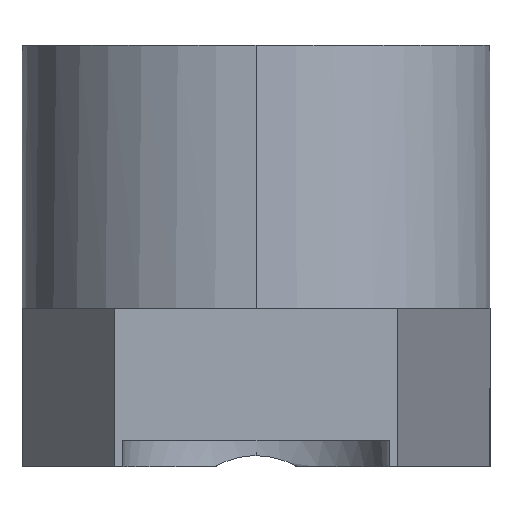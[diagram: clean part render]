
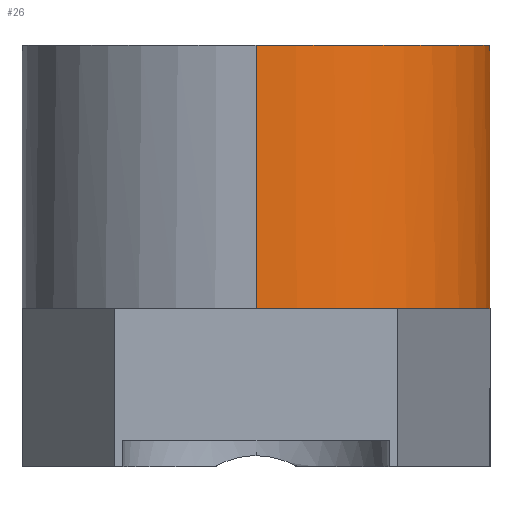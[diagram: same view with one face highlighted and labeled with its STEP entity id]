
A CAD part, left-side view. The second image highlights one B-rep face of the part: STEP entity #26.
In plain terms, the highlighted cylindrical face has radius 17.75 mm (diameter 35.5 mm), a partial arc.
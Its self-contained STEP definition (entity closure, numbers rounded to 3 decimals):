
#5 = AXIS2_PLACEMENT_3D ( 'NONE', #347, #641, #410 ) ;
#26 = ADVANCED_FACE ( 'NONE', ( #154 ), #710, .T. ) ;
#36 = VECTOR ( 'NONE', #675, 1000. ) ;
#47 = CIRCLE ( 'NONE', #965, 17.75 ) ;
#56 = ORIENTED_EDGE ( 'NONE', *, *, #607, .T. ) ;
#58 = VECTOR ( 'NONE', #94, 1000. ) ;
#94 = DIRECTION ( 'NONE',  ( 0., 0., -1. ) ) ;
#117 = LINE ( 'NONE', #647, #426 ) ;
#121 = ORIENTED_EDGE ( 'NONE', *, *, #1002, .T. ) ;
#143 = EDGE_LOOP ( 'NONE', ( #974, #310, #911, #56, #121, #244 ) ) ;
#144 = CARTESIAN_POINT ( 'NONE',  ( 0., 0., 12. ) ) ;
#154 = FACE_OUTER_BOUND ( 'NONE', #143, .T. ) ;
#218 = LINE ( 'NONE', #521, #36 ) ;
#225 = DIRECTION ( 'NONE',  ( -1., 0., 0. ) ) ;
#238 = DIRECTION ( 'NONE',  ( -1., 0., 0. ) ) ;
#244 = ORIENTED_EDGE ( 'NONE', *, *, #892, .T. ) ;
#246 = CARTESIAN_POINT ( 'NONE',  ( 0., -17.75, 12. ) ) ;
#310 = ORIENTED_EDGE ( 'NONE', *, *, #354, .T. ) ;
#330 = VERTEX_POINT ( 'NONE', #472 ) ;
#331 = DIRECTION ( 'NONE',  ( 0., 0., 1. ) ) ;
#337 = CARTESIAN_POINT ( 'NONE',  ( 17.236, -4.239, 32. ) ) ;
#340 = CIRCLE ( 'NONE', #907, 17.75 ) ;
#347 = CARTESIAN_POINT ( 'NONE',  ( 0., 0., 32. ) ) ;
#354 = EDGE_CURVE ( 'NONE', #330, #686, #391, .T. ) ;
#391 = LINE ( 'NONE', #707, #58 ) ;
#410 = DIRECTION ( 'NONE',  ( -1., 0., 0. ) ) ;
#413 = AXIS2_PLACEMENT_3D ( 'NONE', #458, #536, #238 ) ;
#426 = VECTOR ( 'NONE', #331, 1000. ) ;
#437 = CARTESIAN_POINT ( 'NONE',  ( 17.236, -4.239, 0. ) ) ;
#458 = CARTESIAN_POINT ( 'NONE',  ( 0., 0., 32. ) ) ;
#472 = CARTESIAN_POINT ( 'NONE',  ( -17.75, 0., 32. ) ) ;
#516 = DIRECTION ( 'NONE',  ( 1., 0., 0. ) ) ;
#521 = CARTESIAN_POINT ( 'NONE',  ( 0., -17.75, 32. ) ) ;
#536 = DIRECTION ( 'NONE',  ( 0., 0., -1. ) ) ;
#556 = CARTESIAN_POINT ( 'NONE',  ( 0., -17.75, 0. ) ) ;
#575 = EDGE_CURVE ( 'NONE', #738, #686, #340, .T. ) ;
#605 = DIRECTION ( 'NONE',  ( 0., 0., 1. ) ) ;
#607 = EDGE_CURVE ( 'NONE', #738, #660, #218, .T. ) ;
#641 = DIRECTION ( 'NONE',  ( 0., 0., 1. ) ) ;
#647 = CARTESIAN_POINT ( 'NONE',  ( 17.236, -4.239, 32. ) ) ;
#660 = VERTEX_POINT ( 'NONE', #556 ) ;
#675 = DIRECTION ( 'NONE',  ( 0., 0., -1. ) ) ;
#686 = VERTEX_POINT ( 'NONE', #701 ) ;
#701 = CARTESIAN_POINT ( 'NONE',  ( -17.75, 0., 12. ) ) ;
#707 = CARTESIAN_POINT ( 'NONE',  ( -17.75, 0., 32. ) ) ;
#710 = CYLINDRICAL_SURFACE ( 'NONE', #413, 17.75 ) ;
#727 = CIRCLE ( 'NONE', #5, 17.75 ) ;
#738 = VERTEX_POINT ( 'NONE', #246 ) ;
#739 = CARTESIAN_POINT ( 'NONE',  ( 0., 0., 0. ) ) ;
#794 = EDGE_CURVE ( 'NONE', #330, #806, #727, .T. ) ;
#806 = VERTEX_POINT ( 'NONE', #337 ) ;
#892 = EDGE_CURVE ( 'NONE', #924, #806, #117, .T. ) ;
#907 = AXIS2_PLACEMENT_3D ( 'NONE', #144, #999, #516 ) ;
#911 = ORIENTED_EDGE ( 'NONE', *, *, #575, .F. ) ;
#924 = VERTEX_POINT ( 'NONE', #437 ) ;
#965 = AXIS2_PLACEMENT_3D ( 'NONE', #739, #605, #225 ) ;
#974 = ORIENTED_EDGE ( 'NONE', *, *, #794, .F. ) ;
#999 = DIRECTION ( 'NONE',  ( 0., 0., -1. ) ) ;
#1002 = EDGE_CURVE ( 'NONE', #660, #924, #47, .T. ) ;
